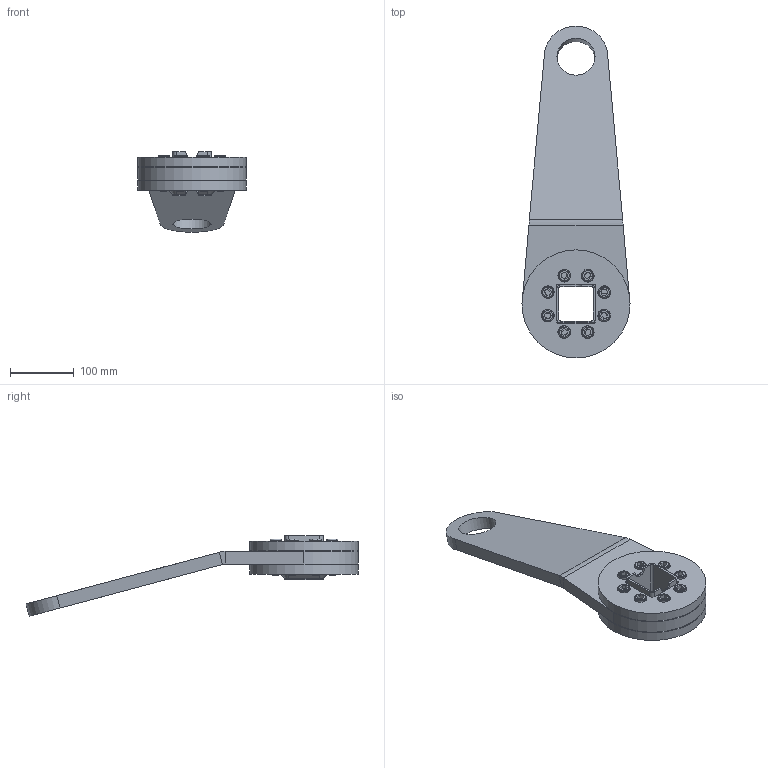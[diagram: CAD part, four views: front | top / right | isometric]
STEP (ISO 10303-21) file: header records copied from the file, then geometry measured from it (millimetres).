
FILE_DESCRIPTION(/* description */ (''),/* implementation_level */ '2;1');
FILE_NAME(/* name */ 'LK 1200.stp',/* time_stamp */ '2021-02-17T09:16:49+01:00',/* author */ ('Bruker'),/* organization */ (''),/* preprocessor_version */ 'ST-DEVELOPER v18.1',/* originating_system */ 'Autodesk Inventor 2021',/* authorisation */ '');
FILE_SCHEMA (('AUTOMOTIVE_DESIGN { 1 0 10303 214 3 1 1 }'));
Length unit declared in the file: millimetre
Products named in the file (9): TSS 25 L Lifting bracket; TSS 25 L Lifting bracket_1; Lifting bracket 1200 kg; DIN EN 10219-2 - 60 x 60 x 3  - 69; Outer plate 15 mm threaded; Outer plate 15 mm; ISO 4762 - M12 x 45; Inner plate 10 mm; Inner plate 12 mm
Assembly tree (15 placements, depth 2):
  TSS 25 L Lifting bracket
    TSS 25 L Lifting bracket_1
    Lifting bracket 1200 kg
    DIN EN 10219-2 - 60 x 60 x 3  - 69
    Outer plate 15 mm threaded
    Outer plate 15 mm
    ISO 4762 - M12 x 45  x8
    Inner plate 10 mm
    Inner plate 12 mm
Bounding box: 170 x 522.28 x 126.62 mm (x, y, z)
Volume: 1862626.3 mm3; surface area: 356536.7 mm2
Topology: 16 solids, 16 shells, 278 faces, 684 edges, 452 vertices
Faces by surface type: plane 142, cylinder 98, cone 20, torus 16, bspline 2
Full cylindrical faces by diameter (mm): 12 x8, 12.5 x32, 18 x8, 20 x8, 60 x1, 118 x2, 120 x1, 170 x2
Entity records: 5784 total; most frequent: DIRECTION 986, CARTESIAN_POINT 968, ORIENTED_EDGE 862, EDGE_CURVE 431, AXIS2_PLACEMENT_3D 371, VERTEX_POINT 284, EDGE_LOOP 259, LINE 244
